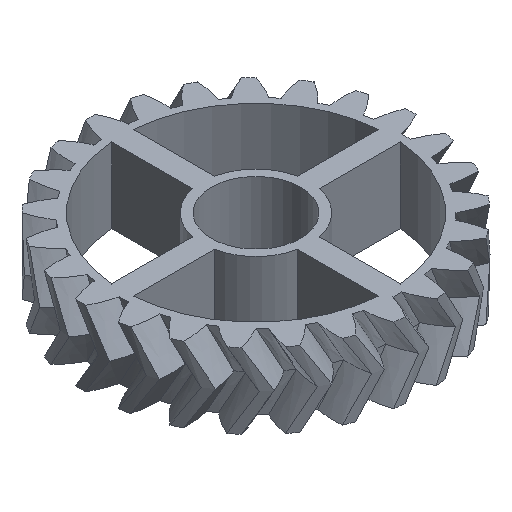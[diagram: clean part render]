
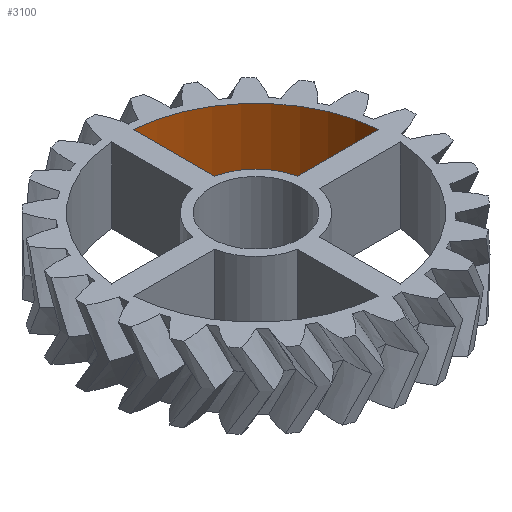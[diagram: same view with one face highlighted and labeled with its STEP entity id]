
A CAD part, isometric view. The second image highlights one B-rep face of the part: STEP entity #3100.
In plain terms, the highlighted cylindrical face has radius 12.5 mm (diameter 25 mm), a partial arc.
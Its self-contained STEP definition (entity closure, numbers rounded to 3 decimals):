
#622=FACE_OUTER_BOUND('',#816,.T.);
#816=EDGE_LOOP('',(#2050,#2051,#2052,#2053));
#1026=LINE('',#3736,#1059);
#1032=LINE('',#3751,#1065);
#1059=VECTOR('',#3477,10.);
#1065=VECTOR('',#3491,10.);
#1086=CIRCLE('',#3330,12.5);
#1087=CIRCLE('',#3331,12.5);
#1160=VERTEX_POINT('',#3732);
#1162=VERTEX_POINT('',#3735);
#1166=VERTEX_POINT('',#3747);
#1167=VERTEX_POINT('',#3749);
#1504=EDGE_CURVE('',#1162,#1160,#1026,.T.);
#1512=EDGE_CURVE('',#1167,#1166,#1032,.T.);
#1513=EDGE_CURVE('',#1166,#1160,#1086,.T.);
#1514=EDGE_CURVE('',#1162,#1167,#1087,.T.);
#2050=ORIENTED_EDGE('',*,*,#1513,.F.);
#2051=ORIENTED_EDGE('',*,*,#1512,.F.);
#2052=ORIENTED_EDGE('',*,*,#1514,.F.);
#2053=ORIENTED_EDGE('',*,*,#1504,.T.);
#3060=CYLINDRICAL_SURFACE('',#3329,12.5);
#3100=ADVANCED_FACE('',(#622),#3060,.F.);
#3329=AXIS2_PLACEMENT_3D('',#3752,#3492,#3493);
#3330=AXIS2_PLACEMENT_3D('',#3753,#3494,#3495);
#3331=AXIS2_PLACEMENT_3D('',#3754,#3496,#3497);
#3477=DIRECTION('',(0.,0.,1.));
#3491=DIRECTION('',(0.,0.,1.));
#3492=DIRECTION('center_axis',(0.,0.,1.));
#3493=DIRECTION('ref_axis',(-1.,0.,0.));
#3494=DIRECTION('center_axis',(0.,0.,-1.));
#3495=DIRECTION('ref_axis',(-1.,0.,0.));
#3496=DIRECTION('center_axis',(0.,0.,1.));
#3497=DIRECTION('ref_axis',(-1.,0.,0.));
#3732=CARTESIAN_POINT('',(12.46,1.,7.));
#3735=CARTESIAN_POINT('',(12.46,1.,0.));
#3736=CARTESIAN_POINT('',(12.46,1.,0.));
#3747=CARTESIAN_POINT('',(1.,12.46,7.));
#3749=CARTESIAN_POINT('',(1.,12.46,0.));
#3751=CARTESIAN_POINT('',(1.,12.46,0.));
#3752=CARTESIAN_POINT('Origin',(0.,0.,0.));
#3753=CARTESIAN_POINT('Origin',(0.,0.,7.));
#3754=CARTESIAN_POINT('Origin',(0.,0.,0.));
